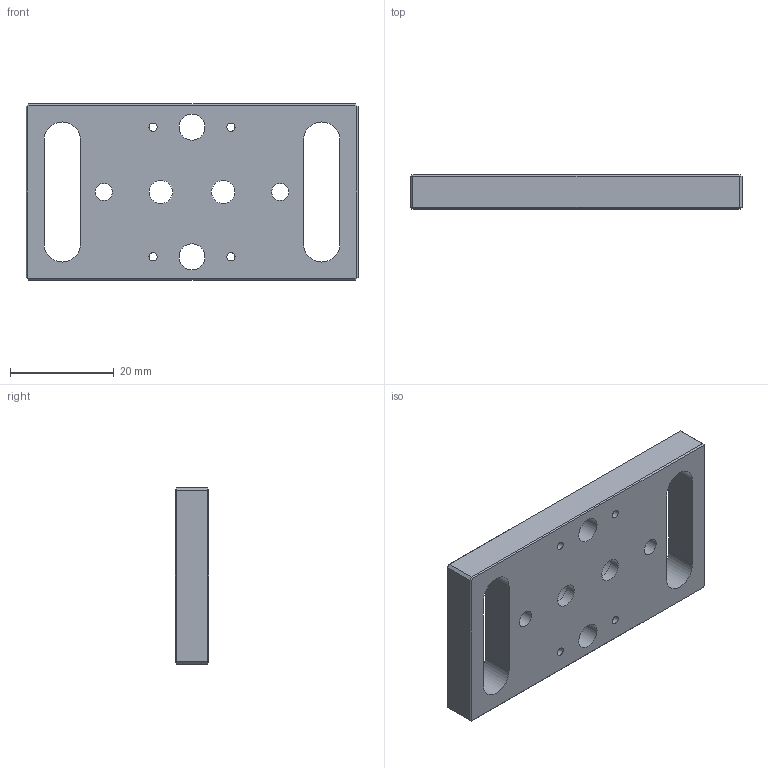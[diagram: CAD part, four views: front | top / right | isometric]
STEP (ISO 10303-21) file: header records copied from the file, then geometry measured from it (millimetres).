
FILE_DESCRIPTION (( 'STEP AP203' ), '1' );
FILE_NAME ('64-34-6.5-蛌諉啣.STEP', '2025-05-19T03:23:10', ( 'Windows User' ), ( 'P R C' ), 'SwSTEP 2.0', 'SolidWorks 2020', '' );
FILE_SCHEMA (( 'CONFIG_CONTROL_DESIGN' ));
Length unit declared in the file: millimetre
Products named in the file (1): 64-34-6.5-蛌諉啣
Bounding box: 64 x 6.5 x 34 mm (x, y, z)
Volume: 10920.1 mm3; surface area: 6175.7 mm2
Topology: 1 solids, 1 shells, 58 faces, 136 edges, 82 vertices
Faces by surface type: plane 32, cylinder 16, cone 10
Full cylindrical faces by diameter (mm): 1.6 x4, 3.3 x2, 4.5 x2, 5 x2, 7.5 x2
Entity records: 1649 total; most frequent: DIRECTION 274, CARTESIAN_POINT 255, ORIENTED_EDGE 228, EDGE_CURVE 114, EDGE_LOOP 106, AXIS2_PLACEMENT_3D 101, VERTEX_POINT 82, LINE 72
